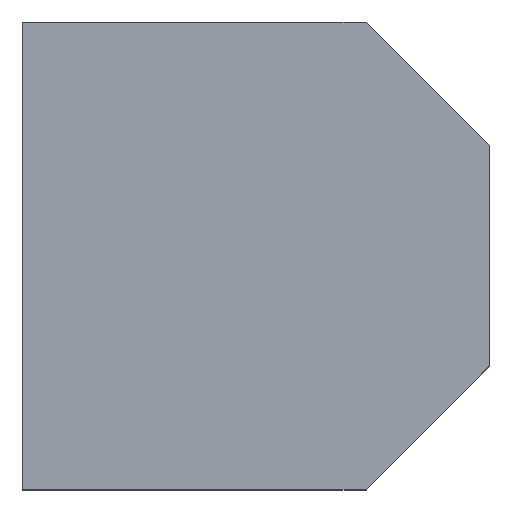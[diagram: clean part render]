
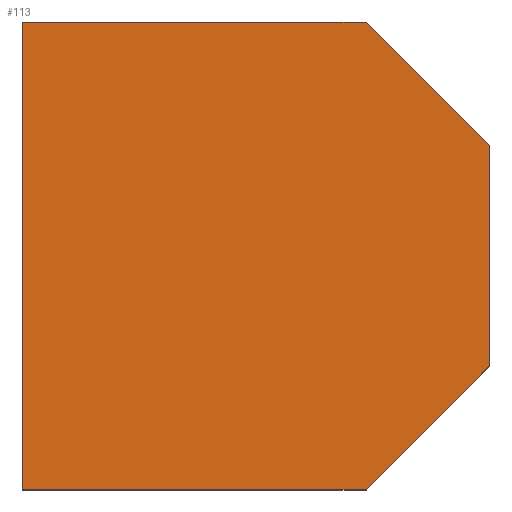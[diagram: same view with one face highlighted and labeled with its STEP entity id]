
A CAD part, top view. The second image highlights one B-rep face of the part: STEP entity #113.
In plain terms, the highlighted planar face has unit normal (0, 0, 1).
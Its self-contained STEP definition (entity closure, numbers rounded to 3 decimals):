
#113=ADVANCED_FACE('',(#129),#121,.T.);
#121=PLANE('',#248);
#129=FACE_OUTER_BOUND('',#137,.T.);
#137=EDGE_LOOP('',(#150,#151,#152,#153,#154,#155));
#150=ORIENTED_EDGE('',*,*,#198,.F.);
#151=ORIENTED_EDGE('',*,*,#199,.T.);
#152=ORIENTED_EDGE('',*,*,#200,.F.);
#153=ORIENTED_EDGE('',*,*,#201,.F.);
#154=ORIENTED_EDGE('',*,*,#202,.F.);
#155=ORIENTED_EDGE('',*,*,#203,.T.);
#186=VERTEX_POINT('',#306);
#187=VERTEX_POINT('',#307);
#188=VERTEX_POINT('',#309);
#189=VERTEX_POINT('',#311);
#190=VERTEX_POINT('',#313);
#191=VERTEX_POINT('',#315);
#198=EDGE_CURVE('',#186,#187,#216,.T.);
#199=EDGE_CURVE('',#186,#188,#217,.T.);
#200=EDGE_CURVE('',#189,#188,#218,.T.);
#201=EDGE_CURVE('',#190,#189,#219,.T.);
#202=EDGE_CURVE('',#191,#190,#220,.T.);
#203=EDGE_CURVE('',#191,#187,#221,.T.);
#216=LINE('',#305,#234);
#217=LINE('',#308,#235);
#218=LINE('',#310,#236);
#219=LINE('',#312,#237);
#220=LINE('',#314,#238);
#221=LINE('',#316,#239);
#234=VECTOR('',#265,1.);
#235=VECTOR('',#266,1.);
#236=VECTOR('',#267,1.);
#237=VECTOR('',#268,1.);
#238=VECTOR('',#269,1.);
#239=VECTOR('',#270,1.);
#248=AXIS2_PLACEMENT_3D('',#317,#271,#272);
#265=DIRECTION('',(0.,-1.,0.));
#266=DIRECTION('',(-0.707,0.707,0.));
#267=DIRECTION('',(1.,0.,0.));
#268=DIRECTION('',(0.,1.,0.));
#269=DIRECTION('',(-1.,0.,0.));
#270=DIRECTION('',(0.707,0.707,0.));
#271=DIRECTION('',(0.,0.,1.));
#272=DIRECTION('',(1.,0.,0.));
#305=CARTESIAN_POINT('',(0.585,0.25,0.25));
#306=CARTESIAN_POINT('',(0.585,0.29,0.25));
#307=CARTESIAN_POINT('',(0.585,0.21,0.25));
#308=CARTESIAN_POINT('',(0.563,0.313,0.25));
#309=CARTESIAN_POINT('',(0.54,0.335,0.25));
#310=CARTESIAN_POINT('',(0.5,0.335,0.25));
#311=CARTESIAN_POINT('',(0.415,0.335,0.25));
#312=CARTESIAN_POINT('',(0.415,0.25,0.25));
#313=CARTESIAN_POINT('',(0.415,0.165,0.25));
#314=CARTESIAN_POINT('',(0.5,0.165,0.25));
#315=CARTESIAN_POINT('',(0.54,0.165,0.25));
#316=CARTESIAN_POINT('',(0.563,0.188,0.25));
#317=CARTESIAN_POINT('',(0.5,0.25,0.25));
